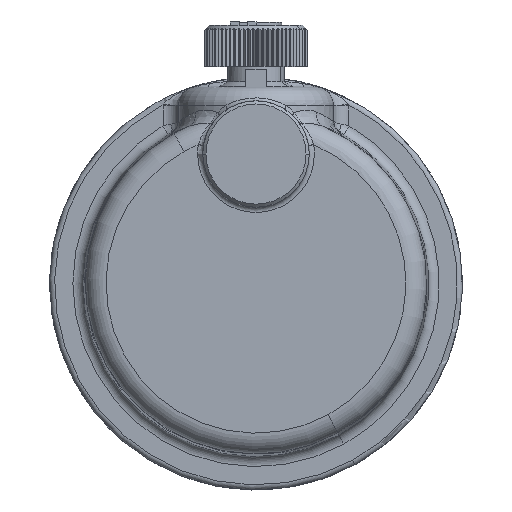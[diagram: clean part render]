
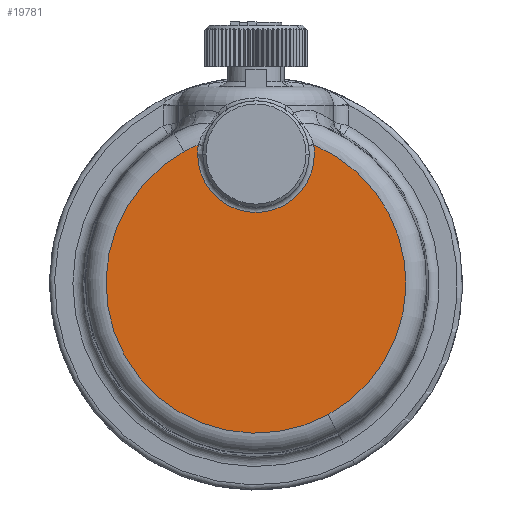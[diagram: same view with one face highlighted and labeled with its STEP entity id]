
A CAD part, top view. The second image highlights one B-rep face of the part: STEP entity #19781.
In plain terms, the highlighted planar face has unit normal (0, 0, 1).
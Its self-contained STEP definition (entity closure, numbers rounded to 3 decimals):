
#19202=CARTESIAN_POINT('Vertex',(-6.963,12.745,40.)) ;
#19209=CARTESIAN_POINT('Vertex',(6.963,-12.745,40.)) ;
#19212=CARTESIAN_POINT('Axis2P3D Location',(0.,0.,40.)) ;
#19407=CARTESIAN_POINT('Axis2P3D Location',(0.,0.,40.)) ;
#19411=CARTESIAN_POINT('Vertex',(5.576,13.41,40.)) ;
#19727=CARTESIAN_POINT('Axis2P3D Location',(0.,0.,40.)) ;
#19731=CARTESIAN_POINT('Vertex',(-5.576,13.41,40.)) ;
#19749=CARTESIAN_POINT('Axis2P3D Location',(0.,0.,40.)) ;
#19754=CARTESIAN_POINT('Axis2P3D Location',(0.,12.5,40.)) ;
#19758=CARTESIAN_POINT('Vertex',(5.65,12.5,40.)) ;
#19761=CARTESIAN_POINT('Axis2P3D Location',(0.,12.5,40.)) ;
#19765=CARTESIAN_POINT('Vertex',(-5.65,12.5,40.)) ;
#19768=CARTESIAN_POINT('Axis2P3D Location',(0.,12.5,40.)) ;
#19213=DIRECTION('Axis2P3D Direction',(0.,-0.,1.)) ;
#19408=DIRECTION('Axis2P3D Direction',(0.,0.,1.)) ;
#19728=DIRECTION('Axis2P3D Direction',(0.,0.,1.)) ;
#19750=DIRECTION('Axis2P3D Direction',(0.,0.,1.)) ;
#19751=DIRECTION('Axis2P3D XDirection',(1.,0.,0.)) ;
#19755=DIRECTION('Axis2P3D Direction',(0.,0.,1.)) ;
#19762=DIRECTION('Axis2P3D Direction',(0.,0.,1.)) ;
#19769=DIRECTION('Axis2P3D Direction',(0.,0.,1.)) ;
#19214=AXIS2_PLACEMENT_3D('Circle Axis2P3D',#19212,#19213,$) ;
#19409=AXIS2_PLACEMENT_3D('Circle Axis2P3D',#19407,#19408,$) ;
#19729=AXIS2_PLACEMENT_3D('Circle Axis2P3D',#19727,#19728,$) ;
#19752=AXIS2_PLACEMENT_3D('Plane Axis2P3D',#19749,#19750,#19751) ;
#19756=AXIS2_PLACEMENT_3D('Circle Axis2P3D',#19754,#19755,$) ;
#19763=AXIS2_PLACEMENT_3D('Circle Axis2P3D',#19761,#19762,$) ;
#19770=AXIS2_PLACEMENT_3D('Circle Axis2P3D',#19768,#19769,$) ;
#19774=ORIENTED_EDGE('',*,*,#19733,.T.) ;
#19775=ORIENTED_EDGE('',*,*,#19216,.T.) ;
#19776=ORIENTED_EDGE('',*,*,#19413,.T.) ;
#19777=ORIENTED_EDGE('',*,*,#19760,.T.) ;
#19778=ORIENTED_EDGE('',*,*,#19767,.T.) ;
#19779=ORIENTED_EDGE('',*,*,#19772,.T.) ;
#19781=ADVANCED_FACE('PartBody',(#19780),#19753,.T.) ;
#19215=CIRCLE('generated circle',#19214,14.523) ;
#19410=CIRCLE('generated circle',#19409,14.523) ;
#19730=CIRCLE('generated circle',#19729,14.523) ;
#19757=CIRCLE('generated circle',#19756,5.65) ;
#19764=CIRCLE('generated circle',#19763,5.65) ;
#19771=CIRCLE('generated circle',#19770,5.65) ;
#19216=EDGE_CURVE('',#19203,#19210,#19215,.T.) ;
#19413=EDGE_CURVE('',#19210,#19412,#19410,.T.) ;
#19733=EDGE_CURVE('',#19732,#19203,#19730,.T.) ;
#19760=EDGE_CURVE('',#19412,#19759,#19757,.F.) ;
#19767=EDGE_CURVE('',#19759,#19766,#19764,.F.) ;
#19772=EDGE_CURVE('',#19766,#19732,#19771,.F.) ;
#19773=EDGE_LOOP('',(#19774,#19775,#19776,#19777,#19778,#19779)) ;
#19780=FACE_OUTER_BOUND('',#19773,.T.) ;
#19753=PLANE('',#19752) ;
#19203=VERTEX_POINT('',#19202) ;
#19210=VERTEX_POINT('',#19209) ;
#19412=VERTEX_POINT('',#19411) ;
#19732=VERTEX_POINT('',#19731) ;
#19759=VERTEX_POINT('',#19758) ;
#19766=VERTEX_POINT('',#19765) ;
